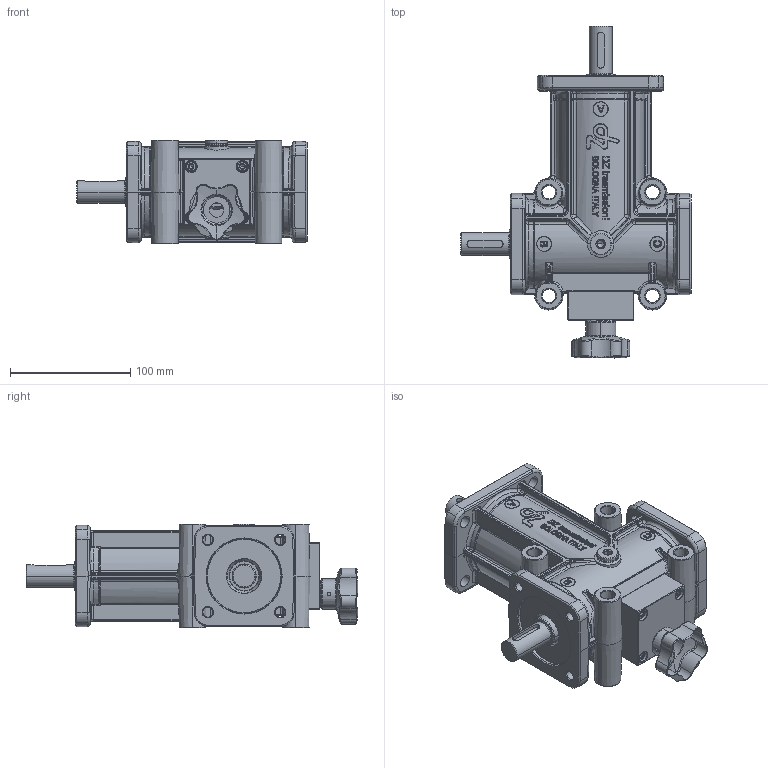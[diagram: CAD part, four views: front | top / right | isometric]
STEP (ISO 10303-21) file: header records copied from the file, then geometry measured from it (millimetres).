
FILE_DESCRIPTION(('STEP AP214'),'1');
FILE_NAME('_inverter.stp','2017-07-10T07:35:23',('TraceParts'),('TraceParts S.A.'),'Spatial InterOp 3D',' ',' ');
FILE_SCHEMA(('automotive_design'));
Length unit declared in the file: millimetre
Products named in the file (1): [Zp30-Invert]
Bounding box: 191 x 275.54 x 86 mm (x, y, z)
Volume: 1375157.2 mm3; surface area: 154191.7 mm2
Topology: 1 solids, 1 shells, 2614 faces, 6826 edges, 4160 vertices
Faces by surface type: bspline 999, cylinder 880, plane 444, cone 130, torus 127, sphere 34
Entity records: 200812 total; most frequent: CARTESIAN_POINT 121913, ORIENTED_EDGE 13400, DIRECTION 10408, EDGE_CURVE 6700, AXIS2_PLACEMENT_3D 4217, VERTEX_POINT 4165, EDGE_LOOP 2723, STYLED_ITEM 2615
